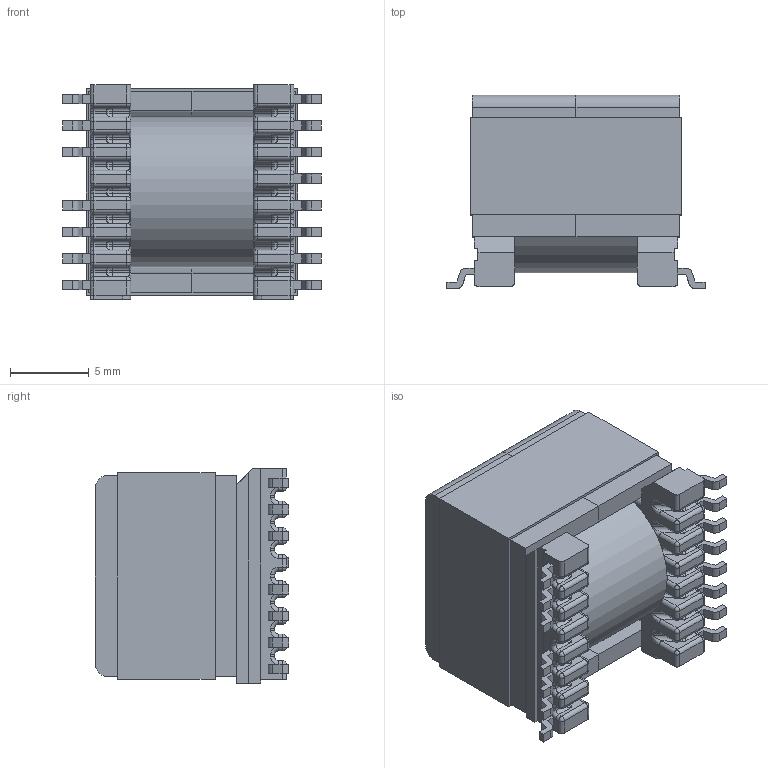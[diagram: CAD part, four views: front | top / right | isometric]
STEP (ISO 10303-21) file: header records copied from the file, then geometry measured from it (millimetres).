
FILE_DESCRIPTION (( 'STEP AP214' ), '1' );
FILE_NAME ('EP13_4480_MP4.STEP', '2021-07-06T19:50:41', ( '' ), ( '' ), 'SwSTEP 2.0', 'SolidWorks 2017', '' );
FILE_SCHEMA (( 'AUTOMOTIVE_DESIGN' ));
Length unit declared in the file: inch
Products named in the file (5): 070-4480_6L; 070-4483_coil; 440-9988-2363; 150-2363_6A; EP13_4480_MP4
Assembly tree (5 placements, depth 2):
  EP13_4480_MP4
    070-4480_6L
    070-4483_coil
    150-2363_6A  x2
    440-9988-2363
Bounding box: 16.42 x 12.27 x 13.64 mm (x, y, z)
Volume: 1730.5 mm3; surface area: 3268.9 mm2
Topology: 5 solids, 5 shells, 700 faces, 1719 edges, 964 vertices
Faces by surface type: cylinder 278, plane 273, bspline 58, sphere 56, torus 35
Entity records: 22589 total; most frequent: CARTESIAN_POINT 4824, DIRECTION 3252, ORIENTED_EDGE 3198, EDGE_CURVE 1599, AXIS2_PLACEMENT_3D 1136, LINE 980, VECTOR 980, VERTEX_POINT 940
